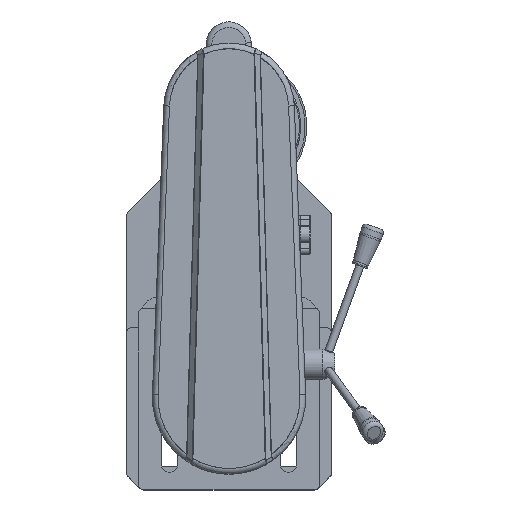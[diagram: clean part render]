
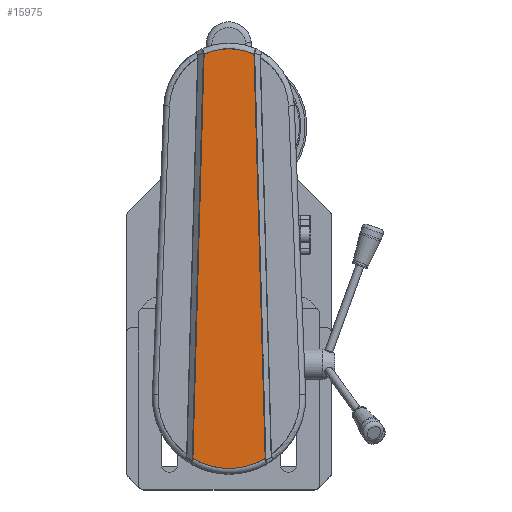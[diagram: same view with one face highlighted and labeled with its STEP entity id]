
A CAD part, top view. The second image highlights one B-rep face of the part: STEP entity #15975.
In plain terms, the highlighted planar face has unit normal (0, 0, 1).
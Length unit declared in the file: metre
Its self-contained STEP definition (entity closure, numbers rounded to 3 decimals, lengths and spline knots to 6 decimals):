
#442=LINE('',#25955,#1474);
#443=LINE('',#25960,#1475);
#1474=VECTOR('',#20445,1.);
#1475=VECTOR('',#20448,1.);
#3310=PLANE('',#17941);
#4350=ORIENTED_EDGE('',*,*,#8479,.T.);
#4351=ORIENTED_EDGE('',*,*,#8480,.T.);
#4352=ORIENTED_EDGE('',*,*,#8481,.T.);
#4353=ORIENTED_EDGE('',*,*,#8482,.T.);
#8479=EDGE_CURVE('',#10600,#10601,#442,.T.);
#8480=EDGE_CURVE('',#10601,#10602,#12024,.T.);
#8481=EDGE_CURVE('',#10602,#10603,#443,.T.);
#8482=EDGE_CURVE('',#10603,#10600,#12025,.T.);
#10600=VERTEX_POINT('',#25956);
#10601=VERTEX_POINT('',#25957);
#10602=VERTEX_POINT('',#25959);
#10603=VERTEX_POINT('',#25961);
#12024=CIRCLE('',#17942,0.0525);
#12025=CIRCLE('',#17943,0.0625);
#12950=EDGE_LOOP('',(#4350,#4351,#4352,#4353));
#14470=FACE_BOUND('',#12950,.T.);
#15975=ADVANCED_FACE('',(#14470),#3310,.T.);
#17941=AXIS2_PLACEMENT_3D('',#25954,#20443,#20444);
#17942=AXIS2_PLACEMENT_3D('',#25958,#20446,#20447);
#17943=AXIS2_PLACEMENT_3D('',#25962,#20449,#20450);
#20443=DIRECTION('',(0.,0.,1.));
#20444=DIRECTION('',(1.,0.,0.));
#20445=DIRECTION('',(-0.028,1.,0.));
#20446=DIRECTION('',(0.,0.,1.));
#20447=DIRECTION('',(1.,0.,0.));
#20448=DIRECTION('',(-0.028,-1.,0.));
#20449=DIRECTION('',(0.,0.,1.));
#20450=DIRECTION('',(1.,0.,0.));
#25954=CARTESIAN_POINT('',(0.,0.12225,0.005));
#25955=CARTESIAN_POINT('',(0.022502,0.304859,0.005));
#25956=CARTESIAN_POINT('',(0.032424,-0.053432,0.005));
#25957=CARTESIAN_POINT('',(0.022584,0.301894,0.005));
#25958=CARTESIAN_POINT('',(0.,0.2545,0.005));
#25959=CARTESIAN_POINT('',(-0.022584,0.301894,0.005));
#25960=CARTESIAN_POINT('',(-0.027538,0.123013,0.005));
#25961=CARTESIAN_POINT('',(-0.032424,-0.053432,0.005));
#25962=CARTESIAN_POINT('',(0.,0.,
0.005));
